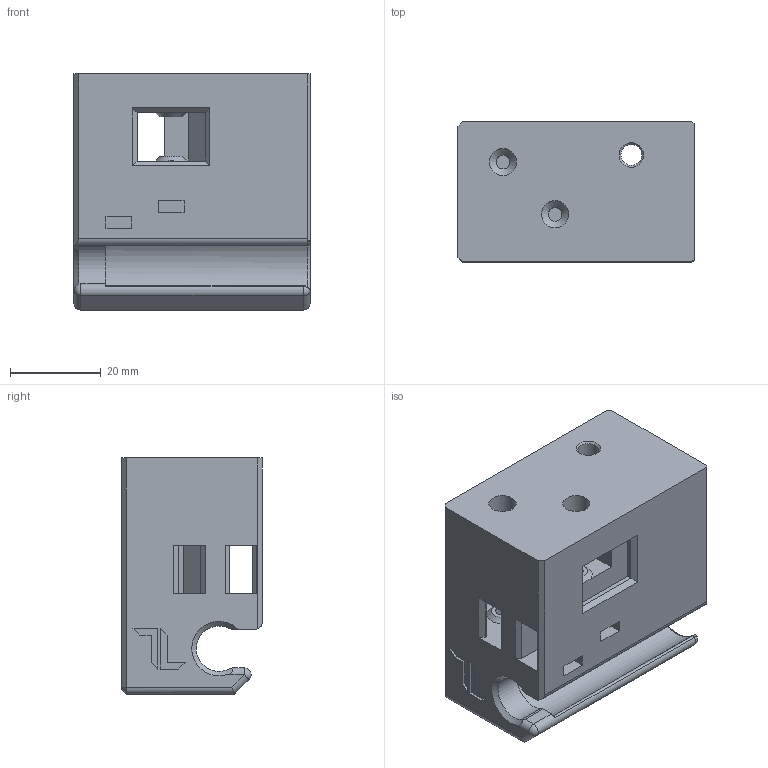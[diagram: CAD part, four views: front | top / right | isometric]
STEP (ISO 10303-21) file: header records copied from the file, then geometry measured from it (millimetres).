
FILE_DESCRIPTION(/* description */ ('STEP AP242'),/* implementation_level */ '2;1');
FILE_NAME(/* name */ 'K1Max Left XY Joint w Probe_.step',/* time_stamp */ '2025-08-04T17:35:16+02:00',/* author */ (''),/* organization */ (''),/* preprocessor_version */ 'ST-DEVELOPER v20.1',/* originating_system */ 'Autodesk Translation Framework v14.10.0.0',/* authorisation */ '');
FILE_SCHEMA (('AUTOMOTIVE_DESIGN { 1 0 10303 214 3 1 1 }'));
Length unit declared in the file: millimetre
Products named in the file (2): Carto Mount; Left XY Joint
Assembly tree (1 placements, depth 2):
  Carto Mount
    Left XY Joint
Bounding box: 52 x 30.9 x 52 mm (x, y, z)
Volume: 56490.8 mm3; surface area: 19274.1 mm2
Topology: 1 solids, 1 shells, 141 faces, 369 edges, 235 vertices
Faces by surface type: plane 99, cylinder 26, cone 9, torus 3, sphere 2, bspline 2
Full cylindrical faces by diameter (mm): 2.5 x1, 3 x6, 4.6 x1, 6 x2, 6.5 x1
Entity records: 4486 total; most frequent: CARTESIAN_POINT 875, ORIENTED_EDGE 736, DIRECTION 711, EDGE_CURVE 368, LINE 289, VECTOR 289, VERTEX_POINT 235, AXIS2_PLACEMENT_3D 211
